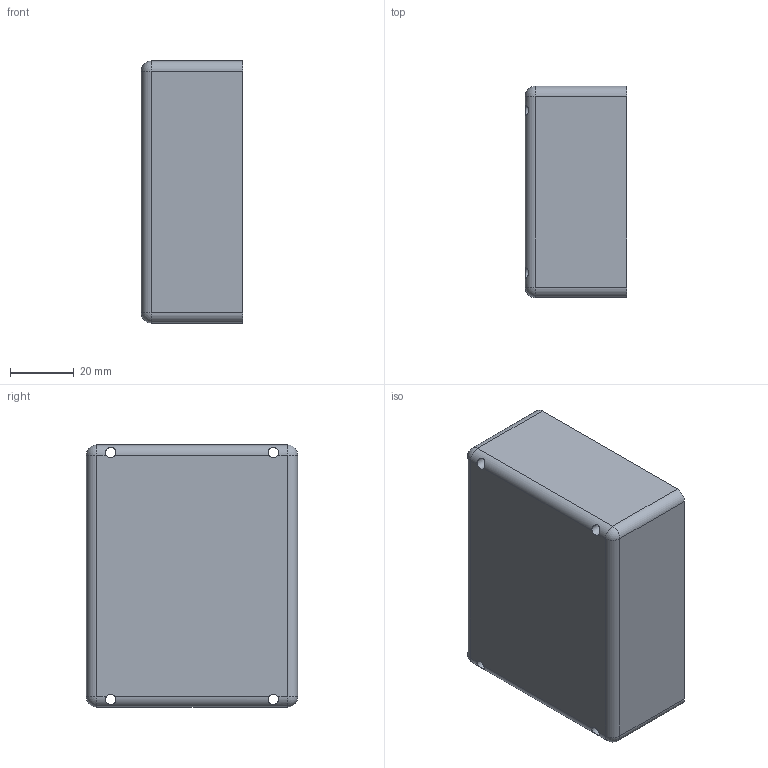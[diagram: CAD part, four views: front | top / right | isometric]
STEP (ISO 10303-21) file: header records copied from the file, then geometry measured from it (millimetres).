
FILE_DESCRIPTION(/* description */ (''),/* implementation_level */ '2;1');
FILE_NAME(/* name */ 'bottom.stp',/* time_stamp */ '2018-05-31T13:24:47-04:00',/* author */ ('sinner'),/* organization */ (''),/* preprocessor_version */ 'ST-DEVELOPER v16.5',/* originating_system */ 'Autodesk Inventor 2017',/* authorisation */ '');
FILE_SCHEMA (('AUTOMOTIVE_DESIGN { 1 0 10303 214 3 1 1 }'));
Length unit declared in the file: inch
Products named in the file (1): bottom
Bounding box: 31.75 x 66.04 x 81.92 mm (x, y, z)
Volume: 69279.7 mm3; surface area: 27371.1 mm2
Topology: 1 solids, 1 shells, 31 faces, 84 edges, 52 vertices
Faces by surface type: plane 15, cylinder 12, sphere 4
Full cylindrical faces by diameter (mm): 3.264 x4
Entity records: 1070 total; most frequent: CARTESIAN_POINT 276, DIRECTION 160, ORIENTED_EDGE 152, EDGE_CURVE 76, AXIS2_PLACEMENT_3D 56, LINE 48, VECTOR 48, VERTEX_POINT 48
